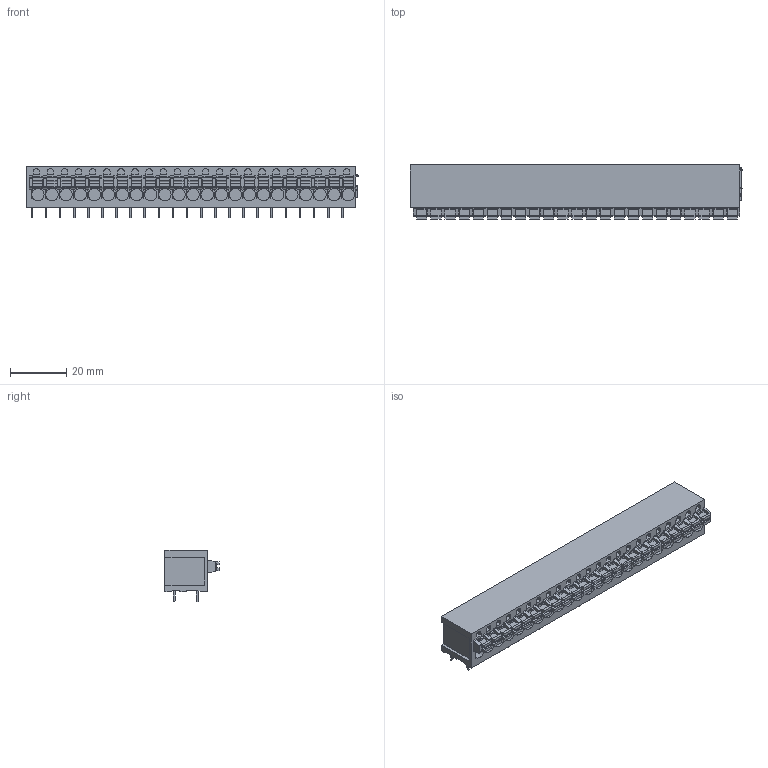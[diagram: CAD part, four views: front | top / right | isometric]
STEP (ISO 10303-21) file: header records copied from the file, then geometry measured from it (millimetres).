
FILE_DESCRIPTION(('CATIA V5 STEP Exchange','CAx-IF Rec.Pracs.--- Model Styling and Organization---1.4--- 2014-01-23'),'2;1');
FILE_NAME ('244479-3_3', '2022-08-11T06:40:44+00:00', ('none'), ('Weidmueller'), 'CATIA Version 5-6 Release 2016 SP3 HF44', 'CATIA V5 STEP AP214', 'none');
FILE_SCHEMA(('AUTOMOTIVE_DESIGN { 1 0 10303 214 1 1 1 1 }'));
Length unit declared in the file: millimetre
Products named in the file (1): 1425010000
Bounding box: 117.65 x 19.2 x 18.3 mm (x, y, z)
Volume: 24401 mm3; surface area: 14202.7 mm2
Topology: 70 solids, 70 shells, 1557 faces, 4104 edges, 2736 vertices
Faces by surface type: plane 1193, cylinder 364
Entity records: 46195 total; most frequent: CARTESIAN_POINT 8227, ORIENTED_EDGE 8208, DIRECTION 6301, EDGE_CURVE 4104, VECTOR 3330, LINE 3330, VERTEX_POINT 2736, AXIS2_PLACEMENT_3D 1849
